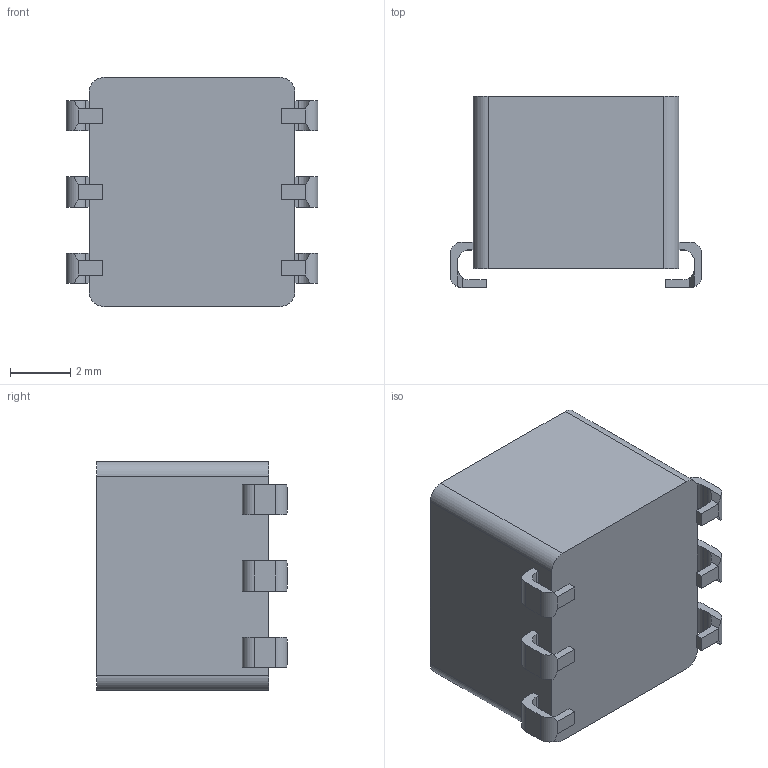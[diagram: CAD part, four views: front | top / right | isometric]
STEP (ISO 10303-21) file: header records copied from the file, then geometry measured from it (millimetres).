
FILE_DESCRIPTION((''),'2;1');
FILE_NAME('RF-TYPE_J','2012-08-21T',('ryans'),('Bourns, Inc.'),'PRO/ENGINEER BY PARAMETRIC TECHNOLOGY CORPORATION, 2010100','PRO/ENGINEER BY PARAMETRIC TECHNOLOGY CORPORATION, 2010100','');
FILE_SCHEMA(('CONFIG_CONTROL_DESIGN'));
Length unit declared in the file: millimetre
Products named in the file (1): RF-TYPE_J
Bounding box: 8.38 x 6.35 x 7.62 mm (x, y, z)
Volume: 301.1 mm3; surface area: 299.6 mm2
Topology: 1 solids, 1 shells, 112 faces, 312 edges, 208 vertices
Faces by surface type: plane 84, cylinder 28
Entity records: 3664 total; most frequent: CARTESIAN_POINT 722, ORIENTED_EDGE 624, DIRECTION 580, EDGE_CURVE 312, VECTOR 220, LINE 220, VERTEX_POINT 208, AXIS2_PLACEMENT_3D 180
